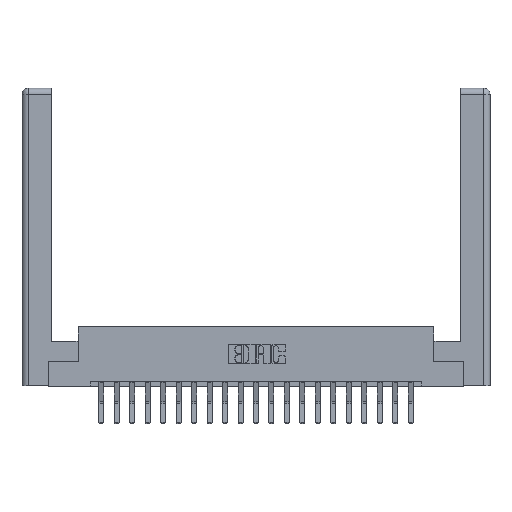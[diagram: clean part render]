
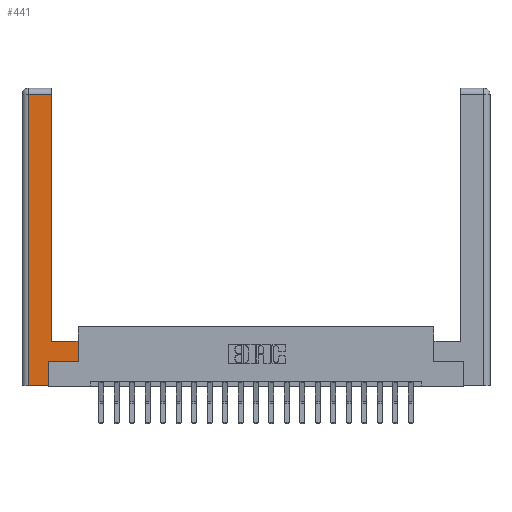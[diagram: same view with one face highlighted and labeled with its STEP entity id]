
A CAD part, top view. The second image highlights one B-rep face of the part: STEP entity #441.
In plain terms, the highlighted planar face has unit normal (0, 0, 1).
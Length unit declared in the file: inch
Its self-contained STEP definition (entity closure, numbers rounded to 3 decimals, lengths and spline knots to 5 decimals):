
#108 = EDGE_LOOP ( 'NONE', ( #21455, #10204, #13189, #20562, #19465, #15687, #20748, #1713 ) ) ;
#113 = DIRECTION ( 'NONE',  ( -1., 0., 0. ) ) ;
#270 = VERTEX_POINT ( 'NONE', #1522 ) ;
#441 = ADVANCED_FACE ( 'NONE', ( #9700 ), #10315, .F. ) ;
#752 = LINE ( 'NONE', #13163, #3156 ) ;
#779 = CARTESIAN_POINT ( 'NONE',  ( 0.295, 2.94, 0. ) ) ;
#805 = LINE ( 'NONE', #16156, #12924 ) ;
#955 = VERTEX_POINT ( 'NONE', #3714 ) ;
#1099 = VECTOR ( 'NONE', #16085, 39.37008 ) ;
#1214 = VERTEX_POINT ( 'NONE', #10120 ) ;
#1286 = CARTESIAN_POINT ( 'NONE',  ( 0.565, 0.245, 0. ) ) ;
#1522 = CARTESIAN_POINT ( 'NONE',  ( 0.265, 0.245, 0. ) ) ;
#1713 = ORIENTED_EDGE ( 'NONE', *, *, #19782, .T. ) ;
#1889 = VECTOR ( 'NONE', #17036, 39.37008 ) ;
#3040 = CARTESIAN_POINT ( 'NONE',  ( 0.565, 0.45, 0. ) ) ;
#3156 = VECTOR ( 'NONE', #4630, 39.37008 ) ;
#3318 = LINE ( 'NONE', #4986, #13553 ) ;
#3714 = CARTESIAN_POINT ( 'NONE',  ( 0.295, 0.45, 0. ) ) ;
#3758 = VECTOR ( 'NONE', #19586, 39.37008 ) ;
#3796 = CARTESIAN_POINT ( 'NONE',  ( 0.0615, 2.94, 0. ) ) ;
#4422 = EDGE_CURVE ( 'NONE', #1214, #270, #17657, .T. ) ;
#4445 = EDGE_CURVE ( 'NONE', #270, #12270, #5585, .T. ) ;
#4630 = DIRECTION ( 'NONE',  ( 0., -1., 0. ) ) ;
#4724 = VERTEX_POINT ( 'NONE', #3796 ) ;
#4986 = CARTESIAN_POINT ( 'NONE',  ( 0.0615, 2.94, 0. ) ) ;
#5122 = CARTESIAN_POINT ( 'NONE',  ( 0., 0., 0. ) ) ;
#5418 = VECTOR ( 'NONE', #15720, 39.37008 ) ;
#5585 = LINE ( 'NONE', #9508, #1099 ) ;
#6006 = EDGE_CURVE ( 'NONE', #4724, #9527, #752, .T. ) ;
#6095 = VERTEX_POINT ( 'NONE', #3040 ) ;
#6669 = DIRECTION ( 'NONE',  ( -1., 0., 0. ) ) ;
#7823 = CARTESIAN_POINT ( 'NONE',  ( 0.265, 0.245, 0. ) ) ;
#7889 = DIRECTION ( 'NONE',  ( 1., 0., 0. ) ) ;
#8503 = AXIS2_PLACEMENT_3D ( 'NONE', #5122, #15111, #113 ) ;
#8910 = LINE ( 'NONE', #18923, #1889 ) ;
#8947 = CARTESIAN_POINT ( 'NONE',  ( 0.565, 0.45, 0. ) ) ;
#9508 = CARTESIAN_POINT ( 'NONE',  ( 0.565, 0.245, 0. ) ) ;
#9527 = VERTEX_POINT ( 'NONE', #11784 ) ;
#9700 = FACE_OUTER_BOUND ( 'NONE', #108, .T. ) ;
#10120 = CARTESIAN_POINT ( 'NONE',  ( 0.265, 0., 0. ) ) ;
#10204 = ORIENTED_EDGE ( 'NONE', *, *, #11717, .T. ) ;
#10315 = PLANE ( 'NONE',  #8503 ) ;
#10677 = DIRECTION ( 'NONE',  ( 0., 1., 0. ) ) ;
#11717 = EDGE_CURVE ( 'NONE', #18438, #4724, #3318, .T. ) ;
#11784 = CARTESIAN_POINT ( 'NONE',  ( 0.0615, 0., 0. ) ) ;
#12270 = VERTEX_POINT ( 'NONE', #1286 ) ;
#12924 = VECTOR ( 'NONE', #7889, 39.37008 ) ;
#13163 = CARTESIAN_POINT ( 'NONE',  ( 0.0615, 0., 0. ) ) ;
#13189 = ORIENTED_EDGE ( 'NONE', *, *, #6006, .T. ) ;
#13553 = VECTOR ( 'NONE', #6669, 39.37008 ) ;
#14070 = EDGE_CURVE ( 'NONE', #9527, #1214, #805, .T. ) ;
#14495 = EDGE_CURVE ( 'NONE', #955, #18438, #8910, .T. ) ;
#15111 = DIRECTION ( 'NONE',  ( 0., 0., -1. ) ) ;
#15687 = ORIENTED_EDGE ( 'NONE', *, *, #4445, .T. ) ;
#15720 = DIRECTION ( 'NONE',  ( -1., 0., 0. ) ) ;
#16085 = DIRECTION ( 'NONE',  ( 1., 0., 0. ) ) ;
#16156 = CARTESIAN_POINT ( 'NONE',  ( 0.265, 0., 0. ) ) ;
#16203 = LINE ( 'NONE', #8947, #17250 ) ;
#17036 = DIRECTION ( 'NONE',  ( 0., 1., 0. ) ) ;
#17250 = VECTOR ( 'NONE', #10677, 39.37008 ) ;
#17657 = LINE ( 'NONE', #7823, #3758 ) ;
#18022 = LINE ( 'NONE', #20700, #5418 ) ;
#18438 = VERTEX_POINT ( 'NONE', #779 ) ;
#18923 = CARTESIAN_POINT ( 'NONE',  ( 0.295, 3., 0. ) ) ;
#18927 = EDGE_CURVE ( 'NONE', #12270, #6095, #16203, .T. ) ;
#19465 = ORIENTED_EDGE ( 'NONE', *, *, #4422, .T. ) ;
#19586 = DIRECTION ( 'NONE',  ( 0., 1., 0. ) ) ;
#19782 = EDGE_CURVE ( 'NONE', #6095, #955, #18022, .T. ) ;
#20562 = ORIENTED_EDGE ( 'NONE', *, *, #14070, .T. ) ;
#20700 = CARTESIAN_POINT ( 'NONE',  ( 0.295, 0.45, 0. ) ) ;
#20748 = ORIENTED_EDGE ( 'NONE', *, *, #18927, .T. ) ;
#21455 = ORIENTED_EDGE ( 'NONE', *, *, #14495, .T. ) ;
